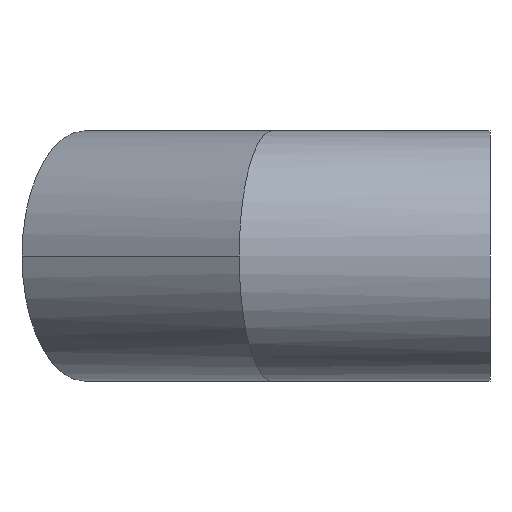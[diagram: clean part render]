
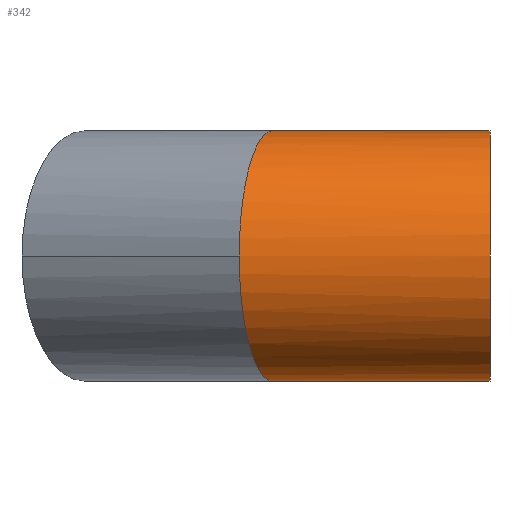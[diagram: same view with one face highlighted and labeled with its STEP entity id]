
A CAD part, left-side view. The second image highlights one B-rep face of the part: STEP entity #342.
In plain terms, the highlighted cylindrical face has radius 125 mm (diameter 250 mm), a partial arc.
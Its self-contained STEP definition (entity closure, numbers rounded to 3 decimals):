
#12 = VECTOR ( 'NONE', #45, 1000. ) ;
#20 = CARTESIAN_POINT ( 'NONE',  ( 0., 217.039, 125. ) ) ;
#22 = DIRECTION ( 'NONE',  ( 0., 1., 0. ) ) ;
#26 = DIRECTION ( 'NONE',  ( 0., 0., 1. ) ) ;
#34 = ORIENTED_EDGE ( 'NONE', *, *, #150, .T. ) ;
#45 = DIRECTION ( 'NONE',  ( 0., 1., 0. ) ) ;
#53 = CARTESIAN_POINT ( 'NONE',  ( 0., 217.039, 125. ) ) ;
#63 = VERTEX_POINT ( 'NONE', #126 ) ;
#68 = ORIENTED_EDGE ( 'NONE', *, *, #296, .T. ) ;
#74 = LINE ( 'NONE', #196, #279 ) ;
#98 = EDGE_LOOP ( 'NONE', ( #214, #34, #343, #68, #341 ) ) ;
#100 = VERTEX_POINT ( 'NONE', #106 ) ;
#105 = CARTESIAN_POINT ( 'NONE',  ( -125., 250.532, 0. ) ) ;
#106 = CARTESIAN_POINT ( 'NONE',  ( 0., 217.039, -125. ) ) ;
#107 = CARTESIAN_POINT ( 'NONE',  ( -125., 250.532, 73.223 ) ) ;
#109 = CYLINDRICAL_SURFACE ( 'NONE', #204, 125. ) ;
#112 =( BOUNDED_CURVE ( )  B_SPLINE_CURVE ( 3, ( #20, #133, #107, #229 ),
 .UNSPECIFIED., .F., .T. ) 
 B_SPLINE_CURVE_WITH_KNOTS ( ( 4, 4 ),
 ( 4.712, 6.283 ),
 .UNSPECIFIED. ) 
 CURVE ( )  GEOMETRIC_REPRESENTATION_ITEM ( )  RATIONAL_B_SPLINE_CURVE ( ( 1., 0.805, 0.805, 1. ) ) 
 REPRESENTATION_ITEM ( '' )  );
#119 = EDGE_CURVE ( 'NONE', #63, #338, #74, .T. ) ;
#126 = CARTESIAN_POINT ( 'NONE',  ( 0., 0., 125. ) ) ;
#133 = CARTESIAN_POINT ( 'NONE',  ( -73.223, 236.659, 125. ) ) ;
#150 = EDGE_CURVE ( 'NONE', #218, #63, #352, .T. ) ;
#169 = CARTESIAN_POINT ( 'NONE',  ( 0., 0., 0. ) ) ;
#183 =( BOUNDED_CURVE ( )  B_SPLINE_CURVE ( 3, ( #105, #289, #316, #260 ),
 .UNSPECIFIED., .F., .T. ) 
 B_SPLINE_CURVE_WITH_KNOTS ( ( 4, 4 ),
 ( 0., 1.571 ),
 .UNSPECIFIED. ) 
 CURVE ( )  GEOMETRIC_REPRESENTATION_ITEM ( )  RATIONAL_B_SPLINE_CURVE ( ( 1., 0.805, 0.805, 1. ) ) 
 REPRESENTATION_ITEM ( '' )  );
#187 = DIRECTION ( 'NONE',  ( 0., 1., 0. ) ) ;
#189 = CARTESIAN_POINT ( 'NONE',  ( 0., 0., 0. ) ) ;
#195 = FACE_OUTER_BOUND ( 'NONE', #98, .T. ) ;
#196 = CARTESIAN_POINT ( 'NONE',  ( 0., 0., 125. ) ) ;
#201 = DIRECTION ( 'NONE',  ( 0., 0., 1. ) ) ;
#204 = AXIS2_PLACEMENT_3D ( 'NONE', #169, #22, #201 ) ;
#214 = ORIENTED_EDGE ( 'NONE', *, *, #377, .F. ) ;
#218 = VERTEX_POINT ( 'NONE', #273 ) ;
#229 = CARTESIAN_POINT ( 'NONE',  ( -125., 250.532, 0. ) ) ;
#258 = CARTESIAN_POINT ( 'NONE',  ( -125., 250.532, 0. ) ) ;
#260 = CARTESIAN_POINT ( 'NONE',  ( 0., 217.039, -125. ) ) ;
#273 = CARTESIAN_POINT ( 'NONE',  ( 0., 0., -125. ) ) ;
#279 = VECTOR ( 'NONE', #187, 1000. ) ;
#289 = CARTESIAN_POINT ( 'NONE',  ( -125., 250.532, -73.223 ) ) ;
#296 = EDGE_CURVE ( 'NONE', #338, #314, #112, .T. ) ;
#312 = DIRECTION ( 'NONE',  ( 0., 1., 0. ) ) ;
#314 = VERTEX_POINT ( 'NONE', #258 ) ;
#316 = CARTESIAN_POINT ( 'NONE',  ( -73.223, 236.659, -125. ) ) ;
#321 = LINE ( 'NONE', #356, #12 ) ;
#338 = VERTEX_POINT ( 'NONE', #53 ) ;
#339 = AXIS2_PLACEMENT_3D ( 'NONE', #189, #312, #26 ) ;
#341 = ORIENTED_EDGE ( 'NONE', *, *, #360, .T. ) ;
#342 = ADVANCED_FACE ( 'NONE', ( #195 ), #109, .T. ) ;
#343 = ORIENTED_EDGE ( 'NONE', *, *, #119, .T. ) ;
#352 = CIRCLE ( 'NONE', #339, 125. ) ;
#356 = CARTESIAN_POINT ( 'NONE',  ( 0., 0., -125. ) ) ;
#360 = EDGE_CURVE ( 'NONE', #314, #100, #183, .T. ) ;
#377 = EDGE_CURVE ( 'NONE', #218, #100, #321, .T. ) ;
